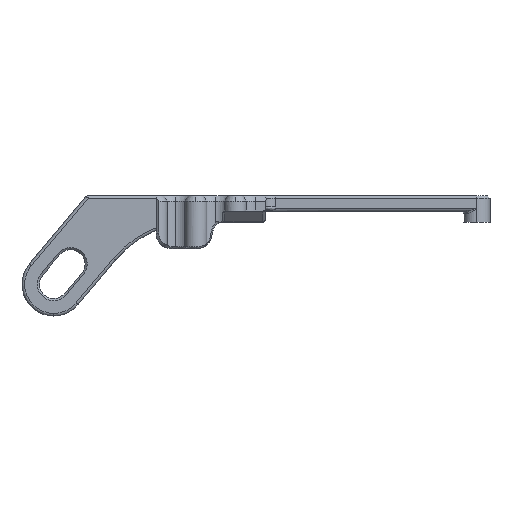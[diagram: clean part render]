
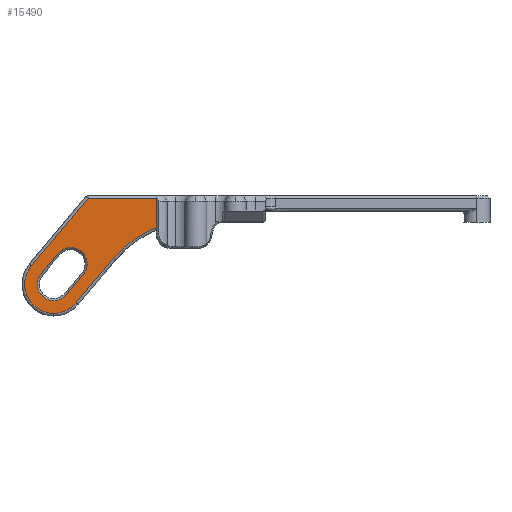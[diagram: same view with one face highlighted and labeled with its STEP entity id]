
A CAD part, left-side view. The second image highlights one B-rep face of the part: STEP entity #15490.
In plain terms, the highlighted planar face has unit normal (-1, 0, 0).
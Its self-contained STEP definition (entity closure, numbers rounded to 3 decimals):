
#79 = CARTESIAN_POINT ( 'NONE',  ( 79.142, -36.758, 12.864 ) ) ;
#155 = DIRECTION ( 'NONE',  ( 1., 0., 0. ) ) ;
#195 = CARTESIAN_POINT ( 'NONE',  ( 79.142, -13.736, -23.129 ) ) ;
#247 = AXIS2_PLACEMENT_3D ( 'NONE', #79, #2685, #12284 ) ;
#260 = VECTOR ( 'NONE', #11808, 1000. ) ;
#275 = LINE ( 'NONE', #195, #15114 ) ;
#488 = CARTESIAN_POINT ( 'NONE',  ( 79.142, -37.598, 18.687 ) ) ;
#928 = VERTEX_POINT ( 'NONE', #3765 ) ;
#1178 = DIRECTION ( 'NONE',  ( 0., 0., -1. ) ) ;
#1230 = EDGE_LOOP ( 'NONE', ( #15328, #11448, #6281, #9455, #1583, #9831, #7850 ) ) ;
#1246 = CIRCLE ( 'NONE', #247, 3.1 ) ;
#1272 = VECTOR ( 'NONE', #14649, 1000. ) ;
#1583 = ORIENTED_EDGE ( 'NONE', *, *, #2684, .T. ) ;
#1603 = VERTEX_POINT ( 'NONE', #8462 ) ;
#1738 = VERTEX_POINT ( 'NONE', #3245 ) ;
#1761 = LINE ( 'NONE', #488, #9071 ) ;
#1836 = DIRECTION ( 'NONE',  ( -1., 0., 0. ) ) ;
#2371 = CARTESIAN_POINT ( 'NONE',  ( 79.142, 40.875, 22.695 ) ) ;
#2444 = CARTESIAN_POINT ( 'NONE',  ( 79.142, -37.598, 18.687 ) ) ;
#2684 = EDGE_CURVE ( 'NONE', #12638, #8914, #12547, .T. ) ;
#2685 = DIRECTION ( 'NONE',  ( 1., 0., 0. ) ) ;
#3245 = CARTESIAN_POINT ( 'NONE',  ( 79.142, -34.384, 14.857 ) ) ;
#3347 = CARTESIAN_POINT ( 'NONE',  ( 79.142, -39.133, 10.872 ) ) ;
#3765 = CARTESIAN_POINT ( 'NONE',  ( 79.142, -28.705, 11.823 ) ) ;
#4309 = EDGE_CURVE ( 'NONE', #7903, #1603, #1246, .T. ) ;
#4457 = AXIS2_PLACEMENT_3D ( 'NONE', #14640, #13300, #12122 ) ;
#4644 = AXIS2_PLACEMENT_3D ( 'NONE', #4849, #4682, #6975 ) ;
#4682 = DIRECTION ( 'NONE',  ( 1., 0., 0. ) ) ;
#4753 = DIRECTION ( 'NONE',  ( 0., 0.643, -0.766 ) ) ;
#4755 = AXIS2_PLACEMENT_3D ( 'NONE', #6481, #7439, #13627 ) ;
#4834 = EDGE_CURVE ( 'NONE', #1603, #1738, #13815, .T. ) ;
#4849 = CARTESIAN_POINT ( 'NONE',  ( 79.142, -13.001, 25. ) ) ;
#4918 = EDGE_CURVE ( 'NONE', #1738, #10057, #1761, .T. ) ;
#5009 = EDGE_CURVE ( 'NONE', #6321, #12638, #8809, .T. ) ;
#5014 = CARTESIAN_POINT ( 'NONE',  ( 79.142, -35.759, 20.23 ) ) ;
#5058 = CARTESIAN_POINT ( 'NONE',  ( 79.142, -5.309, -16.059 ) ) ;
#5160 = DIRECTION ( 'NONE',  ( 0., 0., 1. ) ) ;
#5192 = EDGE_CURVE ( 'NONE', #8914, #928, #11030, .T. ) ;
#5256 = VERTEX_POINT ( 'NONE', #7881 ) ;
#5301 = EDGE_LOOP ( 'NONE', ( #14096, #9452, #7013, #12749, #11936 ) ) ;
#5461 = CARTESIAN_POINT ( 'NONE',  ( 79.142, -39.972, 16.695 ) ) ;
#5694 = VERTEX_POINT ( 'NONE', #8793 ) ;
#5860 = LINE ( 'NONE', #15449, #15237 ) ;
#6157 = FACE_BOUND ( 'NONE', #5301, .T. ) ;
#6281 = ORIENTED_EDGE ( 'NONE', *, *, #9319, .T. ) ;
#6321 = VERTEX_POINT ( 'NONE', #12981 ) ;
#6363 = CARTESIAN_POINT ( 'NONE',  ( 79.142, -42.347, 14.702 ) ) ;
#6481 = CARTESIAN_POINT ( 'NONE',  ( 79.142, -39.972, 16.695 ) ) ;
#6570 = DIRECTION ( 'NONE',  ( 0., -0.643, 0.766 ) ) ;
#6962 = CARTESIAN_POINT ( 'NONE',  ( 79.142, -18.625, 5.287 ) ) ;
#6975 = DIRECTION ( 'NONE',  ( 0., 0., 1. ) ) ;
#7013 = ORIENTED_EDGE ( 'NONE', *, *, #4918, .T. ) ;
#7260 = PLANE ( 'NONE',  #13540 ) ;
#7439 = DIRECTION ( 'NONE',  ( -1., 0., 0. ) ) ;
#7459 = DIRECTION ( 'NONE',  ( 0., -0.643, 0.766 ) ) ;
#7850 = ORIENTED_EDGE ( 'NONE', *, *, #12472, .T. ) ;
#7881 = CARTESIAN_POINT ( 'NONE',  ( 79.142, -18.625, 0.4 ) ) ;
#7903 = VERTEX_POINT ( 'NONE', #3347 ) ;
#8263 = EDGE_CURVE ( 'NONE', #5256, #5694, #14165, .T. ) ;
#8358 = FACE_OUTER_BOUND ( 'NONE', #1230, .T. ) ;
#8462 = CARTESIAN_POINT ( 'NONE',  ( 79.142, -36.758, 9.764 ) ) ;
#8793 = CARTESIAN_POINT ( 'NONE',  ( 79.142, -33.479, 0.4 ) ) ;
#8809 = CIRCLE ( 'NONE', #11073, 5.5 ) ;
#8914 = VERTEX_POINT ( 'NONE', #5014 ) ;
#9071 = VECTOR ( 'NONE', #6570, 1000. ) ;
#9319 = EDGE_CURVE ( 'NONE', #5694, #6321, #275, .T. ) ;
#9452 = ORIENTED_EDGE ( 'NONE', *, *, #4834, .T. ) ;
#9455 = ORIENTED_EDGE ( 'NONE', *, *, #5009, .T. ) ;
#9491 = VERTEX_POINT ( 'NONE', #6962 ) ;
#9831 = ORIENTED_EDGE ( 'NONE', *, *, #5192, .T. ) ;
#10057 = VERTEX_POINT ( 'NONE', #2444 ) ;
#10485 = DIRECTION ( 'NONE',  ( 0., 0., 1. ) ) ;
#10553 = CARTESIAN_POINT ( 'NONE',  ( 79.142, -18.625, 22.695 ) ) ;
#10707 = VECTOR ( 'NONE', #1178, 1000. ) ;
#10785 = CARTESIAN_POINT ( 'NONE',  ( 79.142, 40.875, 0.4 ) ) ;
#10921 = CIRCLE ( 'NONE', #4644, 20.5 ) ;
#11030 = LINE ( 'NONE', #5058, #1272 ) ;
#11073 = AXIS2_PLACEMENT_3D ( 'NONE', #5461, #1836, #10485 ) ;
#11357 = DIRECTION ( 'NONE',  ( 1., 0., 0. ) ) ;
#11448 = ORIENTED_EDGE ( 'NONE', *, *, #8263, .T. ) ;
#11808 = DIRECTION ( 'NONE',  ( 0., -1., 0. ) ) ;
#11936 = ORIENTED_EDGE ( 'NONE', *, *, #13490, .T. ) ;
#11968 = DIRECTION ( 'NONE',  ( 0., 0., 1. ) ) ;
#12122 = DIRECTION ( 'NONE',  ( 0., 0., 1. ) ) ;
#12198 = VERTEX_POINT ( 'NONE', #6363 ) ;
#12284 = DIRECTION ( 'NONE',  ( 0., 0., 1. ) ) ;
#12472 = EDGE_CURVE ( 'NONE', #928, #9491, #10921, .T. ) ;
#12547 = CIRCLE ( 'NONE', #4755, 5.5 ) ;
#12638 = VERTEX_POINT ( 'NONE', #12696 ) ;
#12696 = CARTESIAN_POINT ( 'NONE',  ( 79.142, -39.972, 22.195 ) ) ;
#12749 = ORIENTED_EDGE ( 'NONE', *, *, #14092, .T. ) ;
#12916 = LINE ( 'NONE', #10553, #10707 ) ;
#12981 = CARTESIAN_POINT ( 'NONE',  ( 79.142, -44.186, 13.159 ) ) ;
#13052 = AXIS2_PLACEMENT_3D ( 'NONE', #14593, #11357, #5160 ) ;
#13300 = DIRECTION ( 'NONE',  ( 1., 0., 0. ) ) ;
#13490 = EDGE_CURVE ( 'NONE', #12198, #7903, #5860, .T. ) ;
#13540 = AXIS2_PLACEMENT_3D ( 'NONE', #2371, #155, #11968 ) ;
#13627 = DIRECTION ( 'NONE',  ( 0., 0., 1. ) ) ;
#13815 = CIRCLE ( 'NONE', #13052, 3.1 ) ;
#14092 = EDGE_CURVE ( 'NONE', #10057, #12198, #14992, .T. ) ;
#14096 = ORIENTED_EDGE ( 'NONE', *, *, #4309, .T. ) ;
#14165 = LINE ( 'NONE', #10785, #260 ) ;
#14386 = EDGE_CURVE ( 'NONE', #9491, #5256, #12916, .T. ) ;
#14593 = CARTESIAN_POINT ( 'NONE',  ( 79.142, -36.758, 12.864 ) ) ;
#14640 = CARTESIAN_POINT ( 'NONE',  ( 79.142, -39.972, 16.695 ) ) ;
#14649 = DIRECTION ( 'NONE',  ( 0., 0.643, -0.766 ) ) ;
#14992 = CIRCLE ( 'NONE', #4457, 3.1 ) ;
#15114 = VECTOR ( 'NONE', #7459, 1000. ) ;
#15237 = VECTOR ( 'NONE', #4753, 1000. ) ;
#15328 = ORIENTED_EDGE ( 'NONE', *, *, #14386, .T. ) ;
#15449 = CARTESIAN_POINT ( 'NONE',  ( 79.142, -39.133, 10.872 ) ) ;
#15490 = ADVANCED_FACE ( 'NONE', ( #6157, #8358 ), #7260, .F. ) ;
